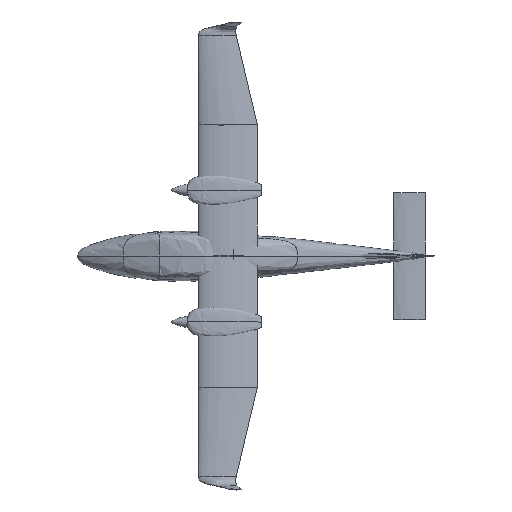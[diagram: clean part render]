
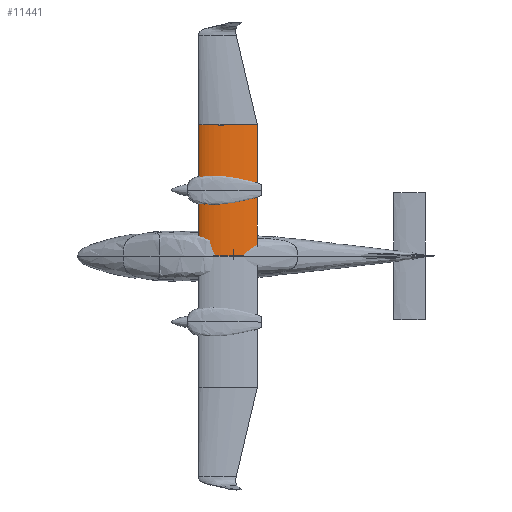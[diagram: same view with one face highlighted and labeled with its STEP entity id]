
A CAD part, top view. The second image highlights one B-rep face of the part: STEP entity #11441.
In plain terms, the highlighted free-form (B-spline) face has degree [3, 1] with [19, 2] control points.
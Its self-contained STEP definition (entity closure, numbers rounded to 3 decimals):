
#11441 = ADVANCED_FACE('',(#11442),#11506,.T.);
#11442 = FACE_BOUND('',#11443,.T.);
#11443 = EDGE_LOOP('',(#11444,#11453,#11477,#11484));
#11444 = ORIENTED_EDGE('',*,*,#11445,.F.);
#11445 = EDGE_CURVE('',#11446,#11448,#11450,.T.);
#11446 = VERTEX_POINT('',#11447);
#11447 = CARTESIAN_POINT('',(3448.53,0.,
    667.948));
#11448 = VERTEX_POINT('',#11449);
#11449 = CARTESIAN_POINT('',(3448.53,3742.146,
    732.874));
#11450 = B_SPLINE_CURVE_WITH_KNOTS('',1,(#11451,#11452),.UNSPECIFIED.,
  .F.,.F.,(2,2),(0.,1.),.PIECEWISE_BEZIER_KNOTS.);
#11451 = CARTESIAN_POINT('',(3448.53,0.,
    667.948));
#11452 = CARTESIAN_POINT('',(3448.53,3742.146,
    732.874));
#11453 = ORIENTED_EDGE('',*,*,#11454,.T.);
#11454 = EDGE_CURVE('',#11446,#11455,#11457,.T.);
#11455 = VERTEX_POINT('',#11456);
#11456 = CARTESIAN_POINT('',(5124.498,0.089,
    604.325));
#11457 = B_SPLINE_CURVE_WITH_KNOTS('',3,(#11458,#11459,#11460,#11461,
    #11462,#11463,#11464,#11465,#11466,#11467,#11468,#11469,#11470,
    #11471,#11472,#11473,#11474,#11475,#11476),.UNSPECIFIED.,.F.,.F.,(4,
    1,1,1,1,1,1,1,1,1,1,1,1,1,1,1,4),(0.,0.017,
    0.037,0.064,0.115,0.179,
    0.281,0.395,0.517,0.638,
    0.752,0.854,0.937,0.984,
    1.008,1.024,1.034),.UNSPECIFIED.);
#11458 = CARTESIAN_POINT('',(3448.53,0.,
    667.948));
#11459 = CARTESIAN_POINT('',(3448.848,-0.159,
    677.073));
#11460 = CARTESIAN_POINT('',(3462.189,-0.481,
    695.043));
#11461 = CARTESIAN_POINT('',(3492.483,-0.854,
    715.349));
#11462 = CARTESIAN_POINT('',(3541.463,-1.299,
    739.179));
#11463 = CARTESIAN_POINT('',(3617.98,-1.766,
    763.276));
#11464 = CARTESIAN_POINT('',(3736.775,-2.282,
    788.701));
#11465 = CARTESIAN_POINT('',(3892.64,-2.696,
    806.967));
#11466 = CARTESIAN_POINT('',(4081.297,-2.892,
    811.63));
#11467 = CARTESIAN_POINT('',(4280.506,-2.759,
    797.046));
#11468 = CARTESIAN_POINT('',(4477.969,-2.369,
    767.811));
#11469 = CARTESIAN_POINT('',(4662.681,-1.821,
    729.943));
#11470 = CARTESIAN_POINT('',(4825.144,-1.233,
    690.581));
#11471 = CARTESIAN_POINT('',(4949.61,-0.687,
    654.926));
#11472 = CARTESIAN_POINT('',(5032.11,-0.321,
    631.073));
#11473 = CARTESIAN_POINT('',(5080.344,-0.131,
    618.498));
#11474 = CARTESIAN_POINT('',(5103.716,-0.044,
    612.657));
#11475 = CARTESIAN_POINT('',(5120.754,0.033,
    607.681));
#11476 = CARTESIAN_POINT('',(5124.498,0.089,
    604.325));
#11477 = ORIENTED_EDGE('',*,*,#11478,.T.);
#11478 = EDGE_CURVE('',#11455,#11479,#11481,.T.);
#11479 = VERTEX_POINT('',#11480);
#11480 = CARTESIAN_POINT('',(5124.498,3742.235,
    669.252));
#11481 = B_SPLINE_CURVE_WITH_KNOTS('',1,(#11482,#11483),.UNSPECIFIED.,
  .F.,.F.,(2,2),(0.,1.),.PIECEWISE_BEZIER_KNOTS.);
#11482 = CARTESIAN_POINT('',(5124.498,0.089,
    604.325));
#11483 = CARTESIAN_POINT('',(5124.498,3742.235,
    669.252));
#11484 = ORIENTED_EDGE('',*,*,#11485,.F.);
#11485 = EDGE_CURVE('',#11448,#11479,#11486,.T.);
#11486 = B_SPLINE_CURVE_WITH_KNOTS('',3,(#11487,#11488,#11489,#11490,
    #11491,#11492,#11493,#11494,#11495,#11496,#11497,#11498,#11499,
    #11500,#11501,#11502,#11503,#11504,#11505),.UNSPECIFIED.,.F.,.F.,(4,
    1,1,1,1,1,1,1,1,1,1,1,1,1,1,1,4),(0.,0.017,
    0.037,0.064,0.115,0.179,
    0.281,0.395,0.517,0.638,
    0.752,0.854,0.937,0.984,
    1.008,1.024,1.034),.UNSPECIFIED.);
#11487 = CARTESIAN_POINT('',(3448.53,3742.146,
    732.874));
#11488 = CARTESIAN_POINT('',(3448.848,3741.987,
    742.));
#11489 = CARTESIAN_POINT('',(3462.189,3741.665,
    759.969));
#11490 = CARTESIAN_POINT('',(3492.483,3741.292,
    780.275));
#11491 = CARTESIAN_POINT('',(3541.463,3740.847,
    804.105));
#11492 = CARTESIAN_POINT('',(3617.98,3740.38,
    828.202));
#11493 = CARTESIAN_POINT('',(3736.775,3739.864,
    853.627));
#11494 = CARTESIAN_POINT('',(3892.64,3739.45,
    871.893));
#11495 = CARTESIAN_POINT('',(4081.297,3739.254,
    876.557));
#11496 = CARTESIAN_POINT('',(4280.506,3739.387,
    861.973));
#11497 = CARTESIAN_POINT('',(4477.969,3739.777,
    832.737));
#11498 = CARTESIAN_POINT('',(4662.681,3740.325,
    794.869));
#11499 = CARTESIAN_POINT('',(4825.144,3740.913,
    755.507));
#11500 = CARTESIAN_POINT('',(4949.61,3741.459,
    719.853));
#11501 = CARTESIAN_POINT('',(5032.11,3741.825,
    695.999));
#11502 = CARTESIAN_POINT('',(5080.344,3742.015,
    683.424));
#11503 = CARTESIAN_POINT('',(5103.716,3742.102,
    677.584));
#11504 = CARTESIAN_POINT('',(5120.754,3742.179,
    672.607));
#11505 = CARTESIAN_POINT('',(5124.498,3742.235,
    669.252));
#11506 = B_SPLINE_SURFACE_WITH_KNOTS('',3,1,(
    (#11507,#11508)
    ,(#11509,#11510)
    ,(#11511,#11512)
    ,(#11513,#11514)
    ,(#11515,#11516)
    ,(#11517,#11518)
    ,(#11519,#11520)
    ,(#11521,#11522)
    ,(#11523,#11524)
    ,(#11525,#11526)
    ,(#11527,#11528)
    ,(#11529,#11530)
    ,(#11531,#11532)
    ,(#11533,#11534)
    ,(#11535,#11536)
    ,(#11537,#11538)
    ,(#11539,#11540)
    ,(#11541,#11542)
    ,(#11543,#11544
    )),.UNSPECIFIED.,.F.,.F.,.F.,(4,1,1,1,1,1,1,1,1,1,1,1,1,1,1,1,4),(2,
    2),(0.,0.017,0.037,0.064,
    0.115,0.179,0.281,0.395,
    0.517,0.638,0.752,0.854,
    0.937,0.984,1.008,1.024,
    1.034),(0.,1.),.UNSPECIFIED.);
#11507 = CARTESIAN_POINT('',(3448.53,0.,
    667.948));
#11508 = CARTESIAN_POINT('',(3448.53,3742.146,
    732.874));
#11509 = CARTESIAN_POINT('',(3448.848,-0.159,
    677.073));
#11510 = CARTESIAN_POINT('',(3448.848,3741.987,
    742.));
#11511 = CARTESIAN_POINT('',(3462.189,-0.481,
    695.043));
#11512 = CARTESIAN_POINT('',(3462.189,3741.665,
    759.969));
#11513 = CARTESIAN_POINT('',(3492.483,-0.854,
    715.349));
#11514 = CARTESIAN_POINT('',(3492.483,3741.292,
    780.275));
#11515 = CARTESIAN_POINT('',(3541.463,-1.299,
    739.179));
#11516 = CARTESIAN_POINT('',(3541.463,3740.847,
    804.105));
#11517 = CARTESIAN_POINT('',(3617.98,-1.766,
    763.276));
#11518 = CARTESIAN_POINT('',(3617.98,3740.38,
    828.202));
#11519 = CARTESIAN_POINT('',(3736.775,-2.282,
    788.701));
#11520 = CARTESIAN_POINT('',(3736.775,3739.864,
    853.627));
#11521 = CARTESIAN_POINT('',(3892.64,-2.696,
    806.967));
#11522 = CARTESIAN_POINT('',(3892.64,3739.45,
    871.893));
#11523 = CARTESIAN_POINT('',(4081.297,-2.892,
    811.63));
#11524 = CARTESIAN_POINT('',(4081.297,3739.254,
    876.557));
#11525 = CARTESIAN_POINT('',(4280.506,-2.759,
    797.046));
#11526 = CARTESIAN_POINT('',(4280.506,3739.387,
    861.973));
#11527 = CARTESIAN_POINT('',(4477.969,-2.369,
    767.811));
#11528 = CARTESIAN_POINT('',(4477.969,3739.777,
    832.737));
#11529 = CARTESIAN_POINT('',(4662.681,-1.821,
    729.943));
#11530 = CARTESIAN_POINT('',(4662.681,3740.325,
    794.869));
#11531 = CARTESIAN_POINT('',(4825.144,-1.233,
    690.581));
#11532 = CARTESIAN_POINT('',(4825.144,3740.913,
    755.507));
#11533 = CARTESIAN_POINT('',(4949.61,-0.687,
    654.926));
#11534 = CARTESIAN_POINT('',(4949.61,3741.459,
    719.853));
#11535 = CARTESIAN_POINT('',(5032.11,-0.321,
    631.073));
#11536 = CARTESIAN_POINT('',(5032.11,3741.825,
    695.999));
#11537 = CARTESIAN_POINT('',(5080.344,-0.131,
    618.498));
#11538 = CARTESIAN_POINT('',(5080.344,3742.015,
    683.424));
#11539 = CARTESIAN_POINT('',(5103.716,-0.044,
    612.657));
#11540 = CARTESIAN_POINT('',(5103.716,3742.102,
    677.584));
#11541 = CARTESIAN_POINT('',(5120.754,0.033,
    607.681));
#11542 = CARTESIAN_POINT('',(5120.754,3742.179,
    672.607));
#11543 = CARTESIAN_POINT('',(5124.498,0.089,
    604.325));
#11544 = CARTESIAN_POINT('',(5124.498,3742.235,
    669.252));
